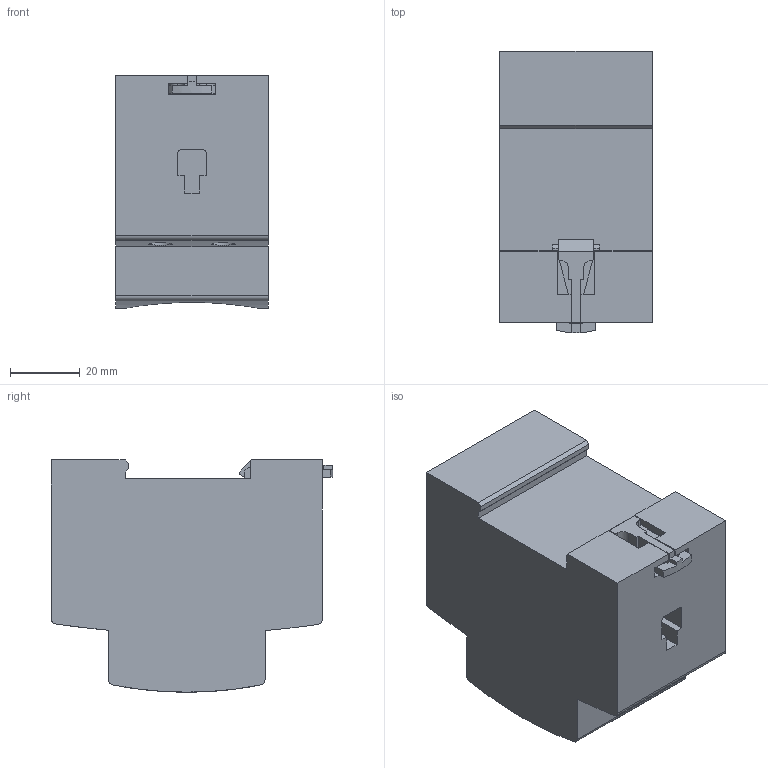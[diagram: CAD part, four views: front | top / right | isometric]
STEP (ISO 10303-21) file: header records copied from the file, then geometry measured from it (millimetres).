
FILE_DESCRIPTION (( 'STEP AP203' ), '1' );
FILE_NAME ('Ðîçåòêà ÐÄÅ-47 (ïîä åâðî âèëêó) EKF PROxima.STEP', '2016-11-11T13:13:34', ( '' ), ( '' ), 'SwSTEP 2.0', 'SolidWorks 2014', '' );
FILE_SCHEMA (( 'CONFIG_CONTROL_DESIGN' ));
Length unit declared in the file: millimetre
Products named in the file (5): Ðîçåòêà ÐÄÅ-47 (ïîä åâðî âèëêó) EKF PROxima; øëÿïêà âèíòà(00); 櫻蠉錪1; 櫻蠉錪2
Assembly tree (6 placements, depth 2):
  Ðîçåòêà ÐÄÅ-47 (ïîä åâðî âèëêó) EKF PROxima
    Ðîçåòêà ÐÄÅ-47 (ïîä åâðî âèëêó) EKF PROxima
    øëÿïêà âèíòà(00)  x3
    櫻蠉錪1
    櫻蠉錪2
Bounding box: 44 x 81 x 66.81 mm (x, y, z)
Volume: 172621 mm3; surface area: 27293.1 mm2
Topology: 6 solids, 6 shells, 208 faces, 562 edges, 374 vertices
Faces by surface type: plane 165, cylinder 43
Entity records: 6381 total; most frequent: CARTESIAN_POINT 1275, ORIENTED_EDGE 956, DIRECTION 930, EDGE_CURVE 478, VECTOR 380, LINE 380, VERTEX_POINT 318, AXIS2_PLACEMENT_3D 275
